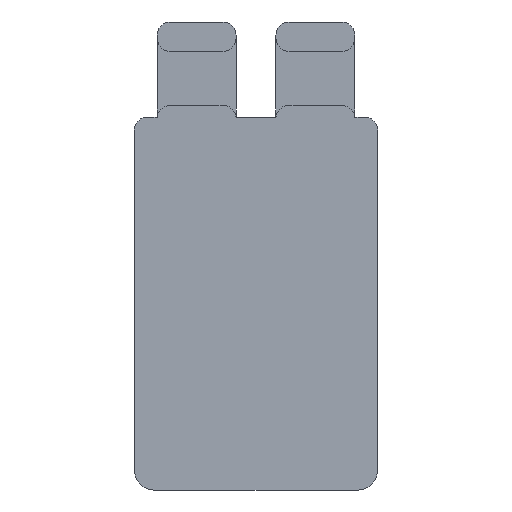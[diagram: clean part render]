
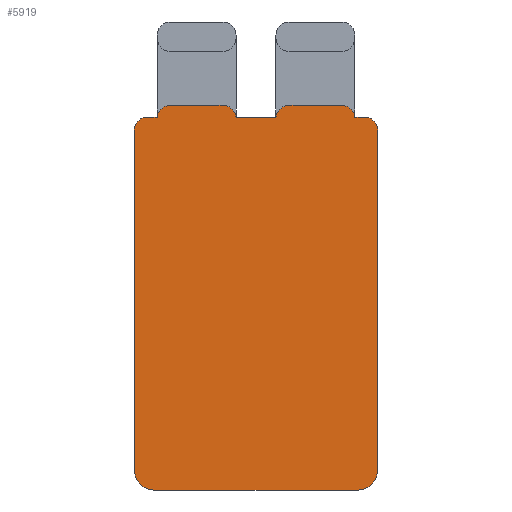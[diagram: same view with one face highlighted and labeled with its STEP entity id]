
A CAD part, front view. The second image highlights one B-rep face of the part: STEP entity #5919.
In plain terms, the highlighted planar face has unit normal (0, -1, 0).
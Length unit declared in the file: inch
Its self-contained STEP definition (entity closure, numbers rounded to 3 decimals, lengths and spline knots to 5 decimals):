
#302 = VERTEX_POINT ( 'NONE', #6936 ) ;
#317 = ORIENTED_EDGE ( 'NONE', *, *, #3976, .T. ) ;
#496 = CARTESIAN_POINT ( 'NONE',  ( -1.3179, -0.00116, 0.20703 ) ) ;
#621 = VERTEX_POINT ( 'NONE', #6029 ) ;
#752 = VECTOR ( 'NONE', #5464, 39.37008 ) ;
#765 = VERTEX_POINT ( 'NONE', #8823 ) ;
#855 = CARTESIAN_POINT ( 'NONE',  ( -1.8669, -0.00116, -5.19998 ) ) ;
#886 = VECTOR ( 'NONE', #1872, 39.37008 ) ;
#922 = DIRECTION ( 'NONE',  ( 0., 0., 1. ) ) ;
#976 = LINE ( 'NONE', #6603, #7365 ) ;
#1026 = ORIENTED_EDGE ( 'NONE', *, *, #7554, .T. ) ;
#1160 = EDGE_CURVE ( 'NONE', #302, #6469, #3696, .T. ) ;
#1231 = VERTEX_POINT ( 'NONE', #4558 ) ;
#1288 = DIRECTION ( 'NONE',  ( 1., 0., 0. ) ) ;
#1368 = DIRECTION ( 'NONE',  ( 0., 0., -1. ) ) ;
#1400 = DIRECTION ( 'NONE',  ( 0., -1., 0. ) ) ;
#1446 = VERTEX_POINT ( 'NONE', #5127 ) ;
#1508 = ORIENTED_EDGE ( 'NONE', *, *, #1160, .T. ) ;
#1570 = ORIENTED_EDGE ( 'NONE', *, *, #8714, .T. ) ;
#1571 = CIRCLE ( 'NONE', #4886, 0.3 ) ;
#1613 = AXIS2_PLACEMENT_3D ( 'NONE', #8645, #5184, #5950 ) ;
#1872 = DIRECTION ( 'NONE',  ( 1., 0., 0. ) ) ;
#1877 = ORIENTED_EDGE ( 'NONE', *, *, #6911, .T. ) ;
#1913 = VERTEX_POINT ( 'NONE', #6468 ) ;
#1959 = DIRECTION ( 'NONE',  ( -1., 0., 0. ) ) ;
#2037 = EDGE_CURVE ( 'NONE', #6421, #7483, #3317, .T. ) ;
#2309 = DIRECTION ( 'NONE',  ( 0., -1., 0. ) ) ;
#2362 = VERTEX_POINT ( 'NONE', #7652 ) ;
#2374 = EDGE_CURVE ( 'NONE', #8200, #302, #2383, .T. ) ;
#2383 = CIRCLE ( 'NONE', #5548, 0.3 ) ;
#2407 = EDGE_CURVE ( 'NONE', #2362, #7861, #8287, .T. ) ;
#2439 = AXIS2_PLACEMENT_3D ( 'NONE', #5854, #3726, #8590 ) ;
#2442 = CARTESIAN_POINT ( 'NONE',  ( 1.5669, -0.00116, -5.49998 ) ) ;
#2555 = DIRECTION ( 'NONE',  ( 1., 0., 0. ) ) ;
#2717 = EDGE_CURVE ( 'NONE', #8200, #765, #976, .T. ) ;
#2761 = CARTESIAN_POINT ( 'NONE',  ( 1.5669, -0.00116, -5.19998 ) ) ;
#2801 = CARTESIAN_POINT ( 'NONE',  ( 1.8669, -0.00116, 0.02703 ) ) ;
#2888 = CARTESIAN_POINT ( 'NONE',  ( 0.5059, -0.00116, 0.40703 ) ) ;
#2890 = VECTOR ( 'NONE', #8463, 39.37008 ) ;
#2924 = ORIENTED_EDGE ( 'NONE', *, *, #6343, .F. ) ;
#3060 = CIRCLE ( 'NONE', #1613, 0.2 ) ;
#3122 = ORIENTED_EDGE ( 'NONE', *, *, #2037, .F. ) ;
#3187 = LINE ( 'NONE', #3854, #886 ) ;
#3247 = VECTOR ( 'NONE', #1288, 39.37008 ) ;
#3317 = LINE ( 'NONE', #6057, #3247 ) ;
#3328 = AXIS2_PLACEMENT_3D ( 'NONE', #6383, #1400, #5713 ) ;
#3365 = ORIENTED_EDGE ( 'NONE', *, *, #7232, .T. ) ;
#3611 = DIRECTION ( 'NONE',  ( 0., -1., 0. ) ) ;
#3696 = LINE ( 'NONE', #7215, #6958 ) ;
#3726 = DIRECTION ( 'NONE',  ( 0., 1., 0. ) ) ;
#3854 = CARTESIAN_POINT ( 'NONE',  ( -1.6669, -0.00116, 0.22703 ) ) ;
#3916 = DIRECTION ( 'NONE',  ( 0., -1., 0. ) ) ;
#3976 = EDGE_CURVE ( 'NONE', #2362, #765, #1571, .T. ) ;
#4019 = AXIS2_PLACEMENT_3D ( 'NONE', #4255, #3611, #4163 ) ;
#4023 = CARTESIAN_POINT ( 'NONE',  ( 0.3069, -0.00116, 0.22703 ) ) ;
#4024 = VERTEX_POINT ( 'NONE', #6499 ) ;
#4163 = DIRECTION ( 'NONE',  ( 0.995, 0., 0.1 ) ) ;
#4251 = EDGE_CURVE ( 'NONE', #1913, #7861, #5185, .T. ) ;
#4255 = CARTESIAN_POINT ( 'NONE',  ( -0.5059, -0.00116, 0.20703 ) ) ;
#4283 = CARTESIAN_POINT ( 'NONE',  ( 1.3179, -0.00116, 0.40703 ) ) ;
#4315 = CARTESIAN_POINT ( 'NONE',  ( -1.5169, -0.00116, 0.22703 ) ) ;
#4345 = DIRECTION ( 'NONE',  ( 0., -1., 0. ) ) ;
#4558 = CARTESIAN_POINT ( 'NONE',  ( 1.6669, -0.00116, 0.22703 ) ) ;
#4818 = CIRCLE ( 'NONE', #6962, 0.2 ) ;
#4877 = ORIENTED_EDGE ( 'NONE', *, *, #7371, .T. ) ;
#4886 = AXIS2_PLACEMENT_3D ( 'NONE', #6316, #2309, #6361 ) ;
#4921 = ORIENTED_EDGE ( 'NONE', *, *, #5966, .F. ) ;
#4992 = ORIENTED_EDGE ( 'NONE', *, *, #6515, .T. ) ;
#5109 = DIRECTION ( 'NONE',  ( 0., -1., 0. ) ) ;
#5127 = CARTESIAN_POINT ( 'NONE',  ( -0.3069, -0.00116, 0.22703 ) ) ;
#5130 = LINE ( 'NONE', #8084, #5887 ) ;
#5156 = CARTESIAN_POINT ( 'NONE',  ( 1.6669, -0.00116, 0.02703 ) ) ;
#5184 = DIRECTION ( 'NONE',  ( 0., -1., 0. ) ) ;
#5185 = CIRCLE ( 'NONE', #6903, 0.2 ) ;
#5464 = DIRECTION ( 'NONE',  ( 0., 0., 1. ) ) ;
#5528 = EDGE_CURVE ( 'NONE', #1446, #4024, #7321, .T. ) ;
#5548 = AXIS2_PLACEMENT_3D ( 'NONE', #2761, #8371, #1368 ) ;
#5653 = CARTESIAN_POINT ( 'NONE',  ( -1.6669, -0.00116, 0.02703 ) ) ;
#5713 = DIRECTION ( 'NONE',  ( 0., 0., 1. ) ) ;
#5773 = CIRCLE ( 'NONE', #8204, 0.2 ) ;
#5854 = CARTESIAN_POINT ( 'NONE',  ( 0., -0.00116, 0. ) ) ;
#5887 = VECTOR ( 'NONE', #2555, 39.37008 ) ;
#5919 = ADVANCED_FACE ( 'NONE', ( #7911 ), #7772, .F. ) ;
#5939 = CARTESIAN_POINT ( 'NONE',  ( -1.8669, -0.00116, 0.02703 ) ) ;
#5950 = DIRECTION ( 'NONE',  ( 0.995, 0., 0.1 ) ) ;
#5966 = EDGE_CURVE ( 'NONE', #621, #4024, #5130, .T. ) ;
#6029 = CARTESIAN_POINT ( 'NONE',  ( -1.3179, -0.00116, 0.40703 ) ) ;
#6057 = CARTESIAN_POINT ( 'NONE',  ( 0.5059, -0.00116, 0.40703 ) ) ;
#6106 = ORIENTED_EDGE ( 'NONE', *, *, #2374, .T. ) ;
#6316 = CARTESIAN_POINT ( 'NONE',  ( -1.5669, -0.00116, -5.19998 ) ) ;
#6343 = EDGE_CURVE ( 'NONE', #1913, #6866, #3187, .T. ) ;
#6361 = DIRECTION ( 'NONE',  ( -1., 0., 0. ) ) ;
#6383 = CARTESIAN_POINT ( 'NONE',  ( 0.5059, -0.00116, 0.20703 ) ) ;
#6421 = VERTEX_POINT ( 'NONE', #2888 ) ;
#6468 = CARTESIAN_POINT ( 'NONE',  ( -1.6669, -0.00116, 0.22703 ) ) ;
#6469 = VERTEX_POINT ( 'NONE', #2801 ) ;
#6499 = CARTESIAN_POINT ( 'NONE',  ( -0.5059, -0.00116, 0.40703 ) ) ;
#6515 = EDGE_CURVE ( 'NONE', #7234, #7483, #3060, .T. ) ;
#6603 = CARTESIAN_POINT ( 'NONE',  ( 1.5669, -0.00116, -5.49998 ) ) ;
#6630 = CIRCLE ( 'NONE', #3328, 0.2 ) ;
#6634 = CARTESIAN_POINT ( 'NONE',  ( 1.5169, -0.00116, 0.22703 ) ) ;
#6647 = DIRECTION ( 'NONE',  ( -1., 0., 0. ) ) ;
#6677 = LINE ( 'NONE', #4023, #6920 ) ;
#6866 = VERTEX_POINT ( 'NONE', #4315 ) ;
#6903 = AXIS2_PLACEMENT_3D ( 'NONE', #5653, #4345, #922 ) ;
#6911 = EDGE_CURVE ( 'NONE', #6421, #8729, #6630, .T. ) ;
#6920 = VECTOR ( 'NONE', #1959, 39.37008 ) ;
#6936 = CARTESIAN_POINT ( 'NONE',  ( 1.8669, -0.00116, -5.19998 ) ) ;
#6958 = VECTOR ( 'NONE', #7928, 39.37008 ) ;
#6962 = AXIS2_PLACEMENT_3D ( 'NONE', #496, #3916, #8732 ) ;
#7215 = CARTESIAN_POINT ( 'NONE',  ( 1.8669, -0.00116, -5.19998 ) ) ;
#7232 = EDGE_CURVE ( 'NONE', #6469, #1231, #5773, .T. ) ;
#7234 = VERTEX_POINT ( 'NONE', #6634 ) ;
#7321 = CIRCLE ( 'NONE', #4019, 0.2 ) ;
#7365 = VECTOR ( 'NONE', #6647, 39.37008 ) ;
#7371 = EDGE_CURVE ( 'NONE', #8729, #1446, #6677, .T. ) ;
#7381 = LINE ( 'NONE', #8092, #2890 ) ;
#7483 = VERTEX_POINT ( 'NONE', #4283 ) ;
#7493 = ORIENTED_EDGE ( 'NONE', *, *, #4251, .T. ) ;
#7554 = EDGE_CURVE ( 'NONE', #1231, #7234, #7381, .T. ) ;
#7652 = CARTESIAN_POINT ( 'NONE',  ( -1.8669, -0.00116, -5.19998 ) ) ;
#7772 = PLANE ( 'NONE',  #2439 ) ;
#7803 = DIRECTION ( 'NONE',  ( 1., 0., 0. ) ) ;
#7815 = ORIENTED_EDGE ( 'NONE', *, *, #2717, .F. ) ;
#7861 = VERTEX_POINT ( 'NONE', #5939 ) ;
#7911 = FACE_OUTER_BOUND ( 'NONE', #8617, .T. ) ;
#7928 = DIRECTION ( 'NONE',  ( 0., 0., 1. ) ) ;
#8084 = CARTESIAN_POINT ( 'NONE',  ( -1.3179, -0.00116, 0.40703 ) ) ;
#8092 = CARTESIAN_POINT ( 'NONE',  ( 1.6669, -0.00116, 0.22703 ) ) ;
#8137 = CARTESIAN_POINT ( 'NONE',  ( 0.3069, -0.00116, 0.22703 ) ) ;
#8200 = VERTEX_POINT ( 'NONE', #2442 ) ;
#8204 = AXIS2_PLACEMENT_3D ( 'NONE', #5156, #5109, #7803 ) ;
#8261 = ORIENTED_EDGE ( 'NONE', *, *, #5528, .T. ) ;
#8287 = LINE ( 'NONE', #855, #752 ) ;
#8306 = ORIENTED_EDGE ( 'NONE', *, *, #2407, .F. ) ;
#8371 = DIRECTION ( 'NONE',  ( 0., -1., 0. ) ) ;
#8463 = DIRECTION ( 'NONE',  ( -1., 0., 0. ) ) ;
#8590 = DIRECTION ( 'NONE',  ( 1., 0., 0. ) ) ;
#8617 = EDGE_LOOP ( 'NONE', ( #2924, #7493, #8306, #317, #7815, #6106, #1508, #3365, #1026, #4992, #3122, #1877, #4877, #8261, #4921, #1570 ) ) ;
#8645 = CARTESIAN_POINT ( 'NONE',  ( 1.3179, -0.00116, 0.20703 ) ) ;
#8714 = EDGE_CURVE ( 'NONE', #621, #6866, #4818, .T. ) ;
#8729 = VERTEX_POINT ( 'NONE', #8137 ) ;
#8732 = DIRECTION ( 'NONE',  ( 0., 0., 1. ) ) ;
#8823 = CARTESIAN_POINT ( 'NONE',  ( -1.5669, -0.00116, -5.49998 ) ) ;
